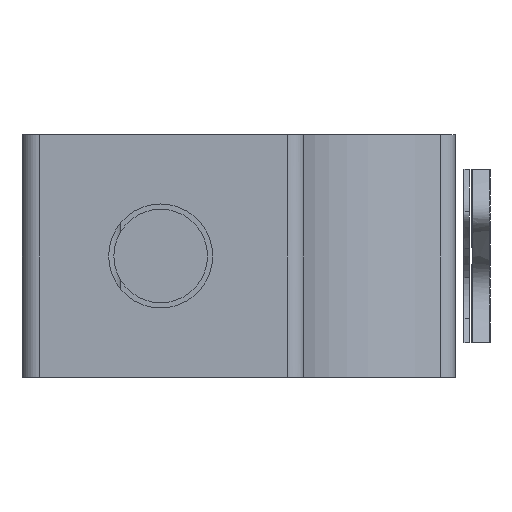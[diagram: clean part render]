
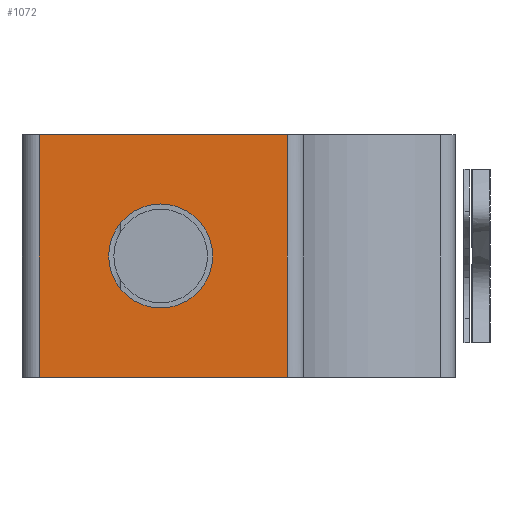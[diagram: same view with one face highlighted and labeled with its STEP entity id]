
A CAD part, left-side view. The second image highlights one B-rep face of the part: STEP entity #1072.
In plain terms, the highlighted planar face has unit normal (-1, 0, 0).
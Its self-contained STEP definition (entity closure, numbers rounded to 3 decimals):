
#1=DIRECTION('',(0.,1.,0.));
#2=VECTOR('',#1,14.291);
#3=CARTESIAN_POINT('',(-62.,9.709,0.));
#4=LINE('',#3,#2);
#5=DIRECTION('',(0.,-1.,0.));
#6=VECTOR('',#5,14.291);
#7=CARTESIAN_POINT('',(-62.,24.,14.));
#8=LINE('',#7,#6);
#9=CARTESIAN_POINT('',(-62.,17.,7.));
#10=DIRECTION('',(-1.,0.,0.));
#11=DIRECTION('',(0.,-1.,0.));
#12=AXIS2_PLACEMENT_3D('',#9,#10,#11);
#14=CARTESIAN_POINT('',(-62.,17.,7.));
#15=DIRECTION('',(-1.,0.,0.));
#16=DIRECTION('',(0.,1.,0.));
#17=AXIS2_PLACEMENT_3D('',#14,#15,#16);
#19=DIRECTION('',(0.,0.,1.));
#20=VECTOR('',#19,14.);
#21=CARTESIAN_POINT('',(-62.,9.709,0.));
#22=LINE('',#21,#20);
#389=DIRECTION('',(0.,0.,-1.));
#390=VECTOR('',#389,14.);
#391=CARTESIAN_POINT('',(-62.,24.,14.));
#392=LINE('',#391,#390);
#773=CARTESIAN_POINT('',(-62.,14.,7.));
#774=CARTESIAN_POINT('',(-62.,20.,7.));
#775=VERTEX_POINT('',#773);
#776=VERTEX_POINT('',#774);
#777=CARTESIAN_POINT('',(-62.,9.709,0.));
#778=CARTESIAN_POINT('',(-62.,9.709,14.));
#779=VERTEX_POINT('',#777);
#780=VERTEX_POINT('',#778);
#781=CARTESIAN_POINT('',(-62.,24.,0.));
#782=VERTEX_POINT('',#781);
#783=CARTESIAN_POINT('',(-62.,24.,14.));
#784=VERTEX_POINT('',#783);
#1051=CARTESIAN_POINT('',(-62.,16.854,7.));
#1052=DIRECTION('',(1.,0.,0.));
#1053=DIRECTION('',(0.,-1.,0.));
#1054=AXIS2_PLACEMENT_3D('',#1051,#1052,#1053);
#1055=PLANE('',#1054);
#1057=ORIENTED_EDGE('',*,*,#1056,.F.);
#1059=ORIENTED_EDGE('',*,*,#1058,.T.);
#1061=ORIENTED_EDGE('',*,*,#1060,.F.);
#1063=ORIENTED_EDGE('',*,*,#1062,.T.);
#1064=EDGE_LOOP('',(#1057,#1059,#1061,#1063));
#1065=FACE_OUTER_BOUND('',#1064,.F.);
#1067=ORIENTED_EDGE('',*,*,#1066,.T.);
#1069=ORIENTED_EDGE('',*,*,#1068,.T.);
#1070=EDGE_LOOP('',(#1067,#1069));
#1071=FACE_BOUND('',#1070,.F.);
#1072=ADVANCED_FACE('',(#1065,#1071),#1055,.F.);
#13=CIRCLE('',#12,3.);
#18=CIRCLE('',#17,3.);
#1056=EDGE_CURVE('',#779,#780,#22,.T.);
#1058=EDGE_CURVE('',#779,#782,#4,.T.);
#1060=EDGE_CURVE('',#784,#782,#392,.T.);
#1062=EDGE_CURVE('',#784,#780,#8,.T.);
#1066=EDGE_CURVE('',#775,#776,#13,.T.);
#1068=EDGE_CURVE('',#776,#775,#18,.T.);
